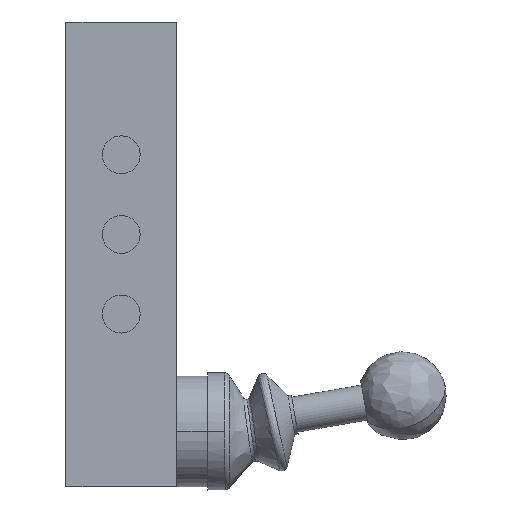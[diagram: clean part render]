
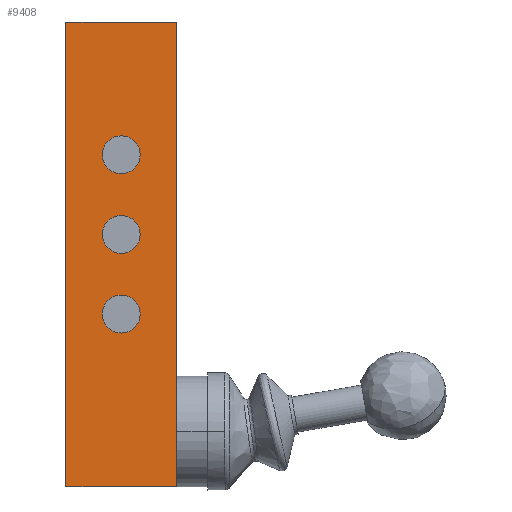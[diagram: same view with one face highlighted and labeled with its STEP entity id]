
A CAD part, front view. The second image highlights one B-rep face of the part: STEP entity #9408.
In plain terms, the highlighted planar face has unit normal (0, -1, 0).
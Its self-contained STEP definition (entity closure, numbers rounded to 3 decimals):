
#430 = EDGE_CURVE ( 'NONE', #9545, #9521, #10678, .T. ) ;
#1820 = CARTESIAN_POINT ( 'NONE',  ( 0., -20., 61.283 ) ) ;
#1841 = CARTESIAN_POINT ( 'NONE',  ( 0., -20., 52.717 ) ) ;
#1877 = CARTESIAN_POINT ( 'NONE',  ( 0., -20., 79.283 ) ) ;
#1981 = CARTESIAN_POINT ( 'NONE',  ( 0., -20., 70.717 ) ) ;
#2202 = CARTESIAN_POINT ( 'NONE',  ( 0., -20., 43.283 ) ) ;
#2212 = LINE ( 'NONE', #2213, #2214 ) ;
#2213 = CARTESIAN_POINT ( 'NONE',  ( -12.5, -20., 0. ) ) ;
#2214 = VECTOR ( 'NONE', #2217, 1000. ) ;
#2217 = DIRECTION ( 'NONE',  ( 0., 0., 1. ) ) ;
#2380 = CARTESIAN_POINT ( 'NONE',  ( 0., -20., 34.717 ) ) ;
#2506 = CARTESIAN_POINT ( 'NONE',  ( 12.5, -20., 0. ) ) ;
#2613 = CIRCLE ( 'NONE', #2614, 4.283 ) ;
#2614 = AXIS2_PLACEMENT_3D ( 'NONE', #2615, #2616, #2617 ) ;
#2615 = CARTESIAN_POINT ( 'NONE',  ( 0., -20., 39. ) ) ;
#2616 = DIRECTION ( 'NONE',  ( 0., 1., 0. ) ) ;
#2617 = DIRECTION ( 'NONE',  ( 0., 0., -1. ) ) ;
#3152 = LINE ( 'NONE', #3153, #3154 ) ;
#3153 = CARTESIAN_POINT ( 'NONE',  ( 12.5, -20., 0. ) ) ;
#3154 = VECTOR ( 'NONE', #3155, 1000. ) ;
#3155 = DIRECTION ( 'NONE',  ( 1., 0., 0. ) ) ;
#3191 = CIRCLE ( 'NONE', #3192, 4.283 ) ;
#3192 = AXIS2_PLACEMENT_3D ( 'NONE', #3193, #3194, #3195 ) ;
#3193 = CARTESIAN_POINT ( 'NONE',  ( 0., -20., 57. ) ) ;
#3194 = DIRECTION ( 'NONE',  ( 0., 1., 0. ) ) ;
#3195 = DIRECTION ( 'NONE',  ( 0., 0., -1. ) ) ;
#3822 = VERTEX_POINT ( 'NONE', #1820 ) ;
#3916 = VERTEX_POINT ( 'NONE', #1841 ) ;
#3938 = CIRCLE ( 'NONE', #3939, 4.283 ) ;
#3939 = AXIS2_PLACEMENT_3D ( 'NONE', #3940, #3941, #3942 ) ;
#3940 = CARTESIAN_POINT ( 'NONE',  ( 0., -20., 57. ) ) ;
#3941 = DIRECTION ( 'NONE',  ( 0., 1., 0. ) ) ;
#3942 = DIRECTION ( 'NONE',  ( 0., 0., -1. ) ) ;
#4501 = CIRCLE ( 'NONE', #4502, 4.283 ) ;
#4502 = AXIS2_PLACEMENT_3D ( 'NONE', #4507, #4508, #4509 ) ;
#4507 = CARTESIAN_POINT ( 'NONE',  ( 0., -20., 39. ) ) ;
#4508 = DIRECTION ( 'NONE',  ( 0., 1., 0. ) ) ;
#4509 = DIRECTION ( 'NONE',  ( 0., 0., -1. ) ) ;
#4605 = ORIENTED_EDGE ( 'NONE', *, *, #5468, .T. ) ;
#4669 = VERTEX_POINT ( 'NONE', #2506 ) ;
#4819 = EDGE_CURVE ( 'NONE', #9613, #9639, #2613, .T. ) ;
#4867 = CARTESIAN_POINT ( 'NONE',  ( -12.5, -20., 105. ) ) ;
#5094 = ORIENTED_EDGE ( 'NONE', *, *, #8757, .T. ) ;
#5468 = EDGE_CURVE ( 'NONE', #9017, #4669, #3152, .T. ) ;
#5482 = LINE ( 'NONE', #5483, #5484 ) ;
#5483 = CARTESIAN_POINT ( 'NONE',  ( 12.5, -20., 105. ) ) ;
#5484 = VECTOR ( 'NONE', #5485, 1000. ) ;
#5485 = DIRECTION ( 'NONE',  ( -1., 0., 0. ) ) ;
#5605 = ORIENTED_EDGE ( 'NONE', *, *, #10396, .T. ) ;
#5842 = EDGE_LOOP ( 'NONE', ( #6304, #6813 ) ) ;
#6304 = ORIENTED_EDGE ( 'NONE', *, *, #430, .T. ) ;
#6613 = LINE ( 'NONE', #6614, #6615 ) ;
#6614 = CARTESIAN_POINT ( 'NONE',  ( 12.5, -20., 0. ) ) ;
#6615 = VECTOR ( 'NONE', #6616, 1000. ) ;
#6616 = DIRECTION ( 'NONE',  ( 0., 0., 1. ) ) ;
#6813 = ORIENTED_EDGE ( 'NONE', *, *, #8923, .T. ) ;
#6907 = CIRCLE ( 'NONE', #6908, 4.283 ) ;
#6908 = AXIS2_PLACEMENT_3D ( 'NONE', #6909, #6910, #6911 ) ;
#6909 = CARTESIAN_POINT ( 'NONE',  ( 0., -20., 75. ) ) ;
#6910 = DIRECTION ( 'NONE',  ( 0., 1., 0. ) ) ;
#6911 = DIRECTION ( 'NONE',  ( 0., 0., -1. ) ) ;
#7170 = CARTESIAN_POINT ( 'NONE',  ( -12.5, -20., 0. ) ) ;
#7331 = EDGE_LOOP ( 'NONE', ( #7783, #8290 ) ) ;
#7556 = CARTESIAN_POINT ( 'NONE',  ( 12.5, -20., 105. ) ) ;
#7783 = ORIENTED_EDGE ( 'NONE', *, *, #10167, .T. ) ;
#8076 = FACE_OUTER_BOUND ( 'NONE', #9483, .T. ) ;
#8077 = FACE_BOUND ( 'NONE', #5842, .T. ) ;
#8078 = FACE_BOUND ( 'NONE', #7331, .T. ) ;
#8079 = FACE_BOUND ( 'NONE', #8444, .T. ) ;
#8086 = PLANE ( 'NONE',  #8087 ) ;
#8087 = AXIS2_PLACEMENT_3D ( 'NONE', #8088, #8089, #8090 ) ;
#8088 = CARTESIAN_POINT ( 'NONE',  ( 12.5, -20., 0. ) ) ;
#8089 = DIRECTION ( 'NONE',  ( 0., -1., 0. ) ) ;
#8090 = DIRECTION ( 'NONE',  ( 0., 0., -1. ) ) ;
#8290 = ORIENTED_EDGE ( 'NONE', *, *, #4819, .T. ) ;
#8444 = EDGE_LOOP ( 'NONE', ( #8545, #8649 ) ) ;
#8545 = ORIENTED_EDGE ( 'NONE', *, *, #10035, .T. ) ;
#8649 = ORIENTED_EDGE ( 'NONE', *, *, #9847, .T. ) ;
#8757 = EDGE_CURVE ( 'NONE', #4669, #9165, #6613, .T. ) ;
#8923 = EDGE_CURVE ( 'NONE', #9521, #9545, #6907, .T. ) ;
#9017 = VERTEX_POINT ( 'NONE', #7170 ) ;
#9165 = VERTEX_POINT ( 'NONE', #7556 ) ;
#9408 = ADVANCED_FACE ( 'NONE', ( #8076, #8077, #8078, #8079 ), #8086, .T. ) ;
#9483 = EDGE_LOOP ( 'NONE', ( #9582, #4605, #5094, #5605 ) ) ;
#9521 = VERTEX_POINT ( 'NONE', #1877 ) ;
#9545 = VERTEX_POINT ( 'NONE', #1981 ) ;
#9582 = ORIENTED_EDGE ( 'NONE', *, *, #9616, .F. ) ;
#9613 = VERTEX_POINT ( 'NONE', #2202 ) ;
#9616 = EDGE_CURVE ( 'NONE', #9017, #10245, #2212, .T. ) ;
#9639 = VERTEX_POINT ( 'NONE', #2380 ) ;
#9847 = EDGE_CURVE ( 'NONE', #3822, #3916, #3191, .T. ) ;
#10035 = EDGE_CURVE ( 'NONE', #3916, #3822, #3938, .T. ) ;
#10167 = EDGE_CURVE ( 'NONE', #9639, #9613, #4501, .T. ) ;
#10245 = VERTEX_POINT ( 'NONE', #4867 ) ;
#10396 = EDGE_CURVE ( 'NONE', #9165, #10245, #5482, .T. ) ;
#10678 = CIRCLE ( 'NONE', #10679, 4.283 ) ;
#10679 = AXIS2_PLACEMENT_3D ( 'NONE', #10680, #10681, #10682 ) ;
#10680 = CARTESIAN_POINT ( 'NONE',  ( 0., -20., 75. ) ) ;
#10681 = DIRECTION ( 'NONE',  ( 0., 1., 0. ) ) ;
#10682 = DIRECTION ( 'NONE',  ( 0., 0., -1. ) ) ;
